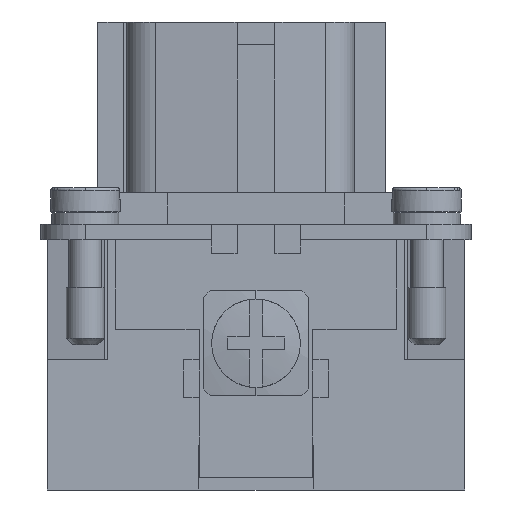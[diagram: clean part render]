
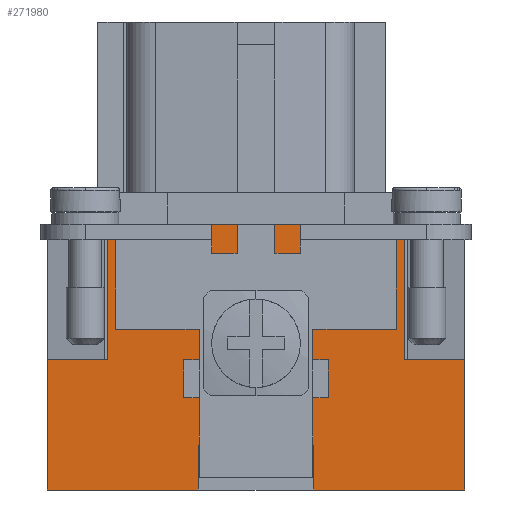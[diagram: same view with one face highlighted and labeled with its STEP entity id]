
A CAD part, left-side view. The second image highlights one B-rep face of the part: STEP entity #271980.
In plain terms, the highlighted planar face has unit normal (-1, 0, 0).
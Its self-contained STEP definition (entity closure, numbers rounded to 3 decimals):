
#177260=CARTESIAN_POINT('',(-14.85,-11.75,21.));
#177270=VERTEX_POINT('',#177260);
#177300=CARTESIAN_POINT('',(-14.85,-11.75,21.));
#177310=DIRECTION('',(0.,1.,0.));
#177320=VECTOR('',#177310,23.5);
#177330=LINE('',#177300,#177320);
#177340=CARTESIAN_POINT('',(-14.85,11.75,21.));
#177350=VERTEX_POINT('',#177340);
#177360=EDGE_CURVE('',#177270,#177350,#177330,.T.);
#265890=CARTESIAN_POINT('',(-14.85,11.75,21.));
#265900=DIRECTION('',(0.,0.,-1.));
#265910=VECTOR('',#265900,10.7);
#265920=LINE('',#265890,#265910);
#265930=CARTESIAN_POINT('',(-14.85,11.75,10.3));
#265940=VERTEX_POINT('',#265930);
#265950=EDGE_CURVE('',#177350,#265940,#265920,.T.);
#266540=CARTESIAN_POINT('',(-14.85,16.5,10.3));
#266550=VERTEX_POINT('',#266540);
#266600=CARTESIAN_POINT('',(-14.85,11.75,10.3));
#266610=DIRECTION('',(0.,1.,0.));
#266620=VECTOR('',#266610,4.75);
#266630=LINE('',#266600,#266620);
#266640=EDGE_CURVE('',#265940,#266550,#266630,.T.);
#269400=CARTESIAN_POINT('',(-14.85,-11.75,10.3));
#269410=DIRECTION('',(0.,0.,1.));
#269420=VECTOR('',#269410,10.7);
#269430=LINE('',#269400,#269420);
#269440=CARTESIAN_POINT('',(-14.85,-11.75,10.3));
#269450=VERTEX_POINT('',#269440);
#269460=EDGE_CURVE('',#269450,#177270,#269430,.T.);
#269770=CARTESIAN_POINT('',(-14.85,-16.5,10.3));
#269780=VERTEX_POINT('',#269770);
#269810=CARTESIAN_POINT('',(-14.85,-16.5,10.3));
#269820=DIRECTION('',(0.,1.,0.));
#269830=VECTOR('',#269820,4.75);
#269840=LINE('',#269810,#269830);
#269850=EDGE_CURVE('',#269780,#269450,#269840,.T.);
#271050=CARTESIAN_POINT('',(-14.85,16.5,0.));
#271060=DIRECTION('',(0.,0.,1.));
#271070=VECTOR('',#271060,10.3);
#271080=LINE('',#271050,#271070);
#271090=CARTESIAN_POINT('',(-14.85,16.5,0.));
#271100=VERTEX_POINT('',#271090);
#271110=EDGE_CURVE('',#271100,#266550,#271080,.T.);
#271390=CARTESIAN_POINT('',(-14.85,-16.5,0.));
#271400=DIRECTION('',(-1.,0.,0.));
#271410=DIRECTION('',(0.,0.,1.));
#271420=AXIS2_PLACEMENT_3D('',#271390,#271400,#271410);
#271430=PLANE('',#271420);
#271440=ORIENTED_EDGE('',*,*,#177360,.T.);
#271450=ORIENTED_EDGE('',*,*,#269460,.T.);
#271460=ORIENTED_EDGE('',*,*,#269850,.T.);
#271470=CARTESIAN_POINT('',(-14.85,-16.5,0.));
#271480=DIRECTION('',(0.,0.,1.));
#271490=VECTOR('',#271480,10.3);
#271500=LINE('',#271470,#271490);
#271510=CARTESIAN_POINT('',(-14.85,-16.5,0.));
#271520=VERTEX_POINT('',#271510);
#271530=EDGE_CURVE('',#271520,#269780,#271500,.T.);
#271540=ORIENTED_EDGE('',*,*,#271530,.T.);
#271550=CARTESIAN_POINT('',(-14.85,-16.5,0.));
#271560=DIRECTION('',(0.,1.,0.));
#271570=VECTOR('',#271560,11.95);
#271580=LINE('',#271550,#271570);
#271590=CARTESIAN_POINT('',(-14.85,-4.55,0.));
#271600=VERTEX_POINT('',#271590);
#271610=EDGE_CURVE('',#271520,#271600,#271580,.T.);
#271620=ORIENTED_EDGE('',*,*,#271610,.F.);
#271630=CARTESIAN_POINT('',(-14.85,-4.55,3.5));
#271640=DIRECTION('',(0.,0.,-1.));
#271650=VECTOR('',#271640,3.5);
#271660=LINE('',#271630,#271650);
#271670=CARTESIAN_POINT('',(-14.85,-4.55,3.5));
#271680=VERTEX_POINT('',#271670);
#271690=EDGE_CURVE('',#271680,#271600,#271660,.T.);
#271700=ORIENTED_EDGE('',*,*,#271690,.T.);
#271710=CARTESIAN_POINT('',(-14.85,4.55,3.5));
#271720=DIRECTION('',(0.,-1.,0.));
#271730=VECTOR('',#271720,9.1);
#271740=LINE('',#271710,#271730);
#271750=CARTESIAN_POINT('',(-14.85,4.55,3.5));
#271760=VERTEX_POINT('',#271750);
#271770=EDGE_CURVE('',#271760,#271680,#271740,.T.);
#271780=ORIENTED_EDGE('',*,*,#271770,.T.);
#271790=CARTESIAN_POINT('',(-14.85,4.55,0.));
#271800=DIRECTION('',(0.,0.,1.));
#271810=VECTOR('',#271800,3.5);
#271820=LINE('',#271790,#271810);
#271830=CARTESIAN_POINT('',(-14.85,4.55,0.));
#271840=VERTEX_POINT('',#271830);
#271850=EDGE_CURVE('',#271840,#271760,#271820,.T.);
#271860=ORIENTED_EDGE('',*,*,#271850,.T.);
#271870=CARTESIAN_POINT('',(-14.85,4.55,0.));
#271880=DIRECTION('',(0.,1.,0.));
#271890=VECTOR('',#271880,11.95);
#271900=LINE('',#271870,#271890);
#271910=EDGE_CURVE('',#271840,#271100,#271900,.T.);
#271920=ORIENTED_EDGE('',*,*,#271910,.F.);
#271930=ORIENTED_EDGE('',*,*,#271110,.F.);
#271940=ORIENTED_EDGE('',*,*,#266640,.T.);
#271950=ORIENTED_EDGE('',*,*,#265950,.T.);
#271960=EDGE_LOOP('',(#271950,#271940,#271930,#271920,#271860,#271780,
#271700,#271620,#271540,#271460,#271450,#271440));
#271970=FACE_OUTER_BOUND('',#271960,.T.);
#271980=ADVANCED_FACE('',(#271970),#271430,.T.);
